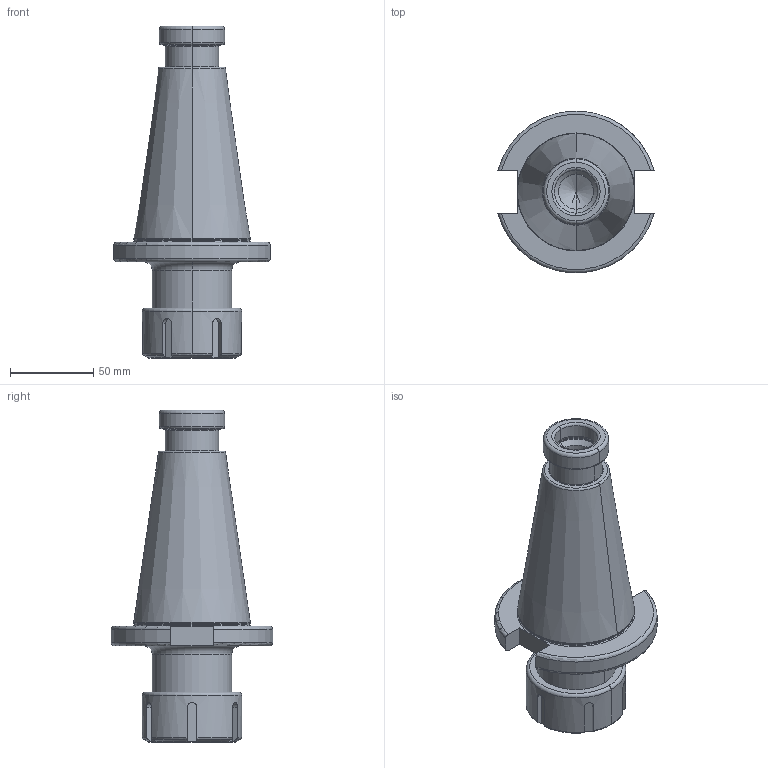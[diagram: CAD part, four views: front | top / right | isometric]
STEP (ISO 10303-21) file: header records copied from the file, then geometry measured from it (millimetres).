
FILE_DESCRIPTION((''),'2;1');
FILE_NAME('501_01_25','2020-11-30T',('103090'),(''),'CREO PARAMETRIC BY PTC INC, 2016260','CREO PARAMETRIC BY PTC INC, 2016260','');
FILE_SCHEMA(('CONFIG_CONTROL_DESIGN'));
Length unit declared in the file: millimetre
Products named in the file (1): 501_01_25
Bounding box: 94.05 x 97.13 x 199.8 mm (x, y, z)
Volume: 422688.8 mm3; surface area: 63043.7 mm2
Topology: 1 solids, 1 shells, 176 faces, 419 edges, 255 vertices
Faces by surface type: torus 53, plane 45, cylinder 42, cone 36
Entity records: 5496 total; most frequent: CARTESIAN_POINT 1366, DIRECTION 912, ORIENTED_EDGE 834, EDGE_CURVE 417, AXIS2_PLACEMENT_3D 391, VERTEX_POINT 255, CIRCLE 212, EDGE_LOOP 188
